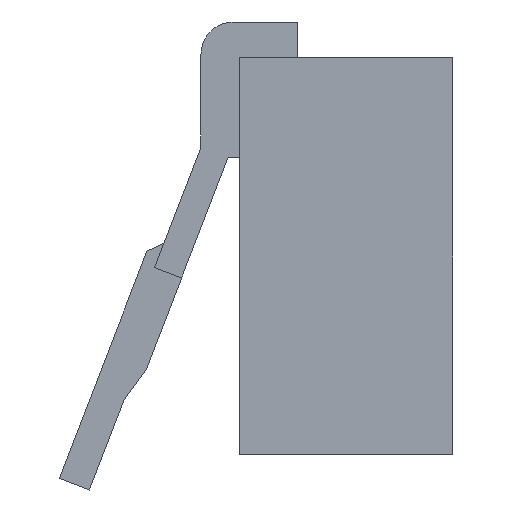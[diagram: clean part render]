
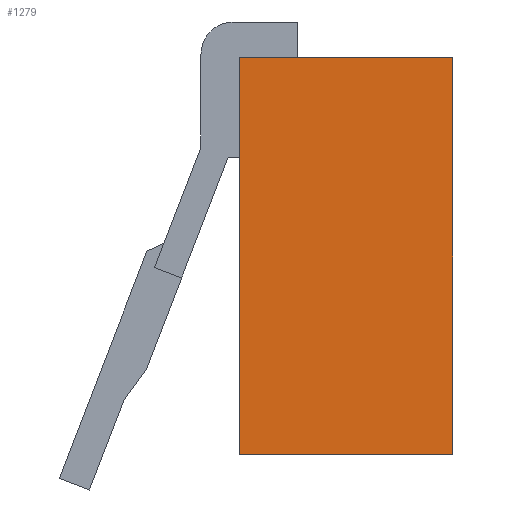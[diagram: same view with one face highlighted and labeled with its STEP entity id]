
A CAD part, left-side view. The second image highlights one B-rep face of the part: STEP entity #1279.
In plain terms, the highlighted planar face has unit normal (-1, 0, 0).
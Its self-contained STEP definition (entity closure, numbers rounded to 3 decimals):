
#27 = DIRECTION ( 'NONE',  ( 0., 0., 1. ) ) ;
#91 = EDGE_LOOP ( 'NONE', ( #1551, #1630, #1697, #558 ) ) ;
#96 = VECTOR ( 'NONE', #27, 1000. ) ;
#185 = LINE ( 'NONE', #591, #823 ) ;
#306 = FACE_OUTER_BOUND ( 'NONE', #91, .T. ) ;
#315 = CARTESIAN_POINT ( 'NONE',  ( -4.8, 6.6, -6.15 ) ) ;
#373 = VERTEX_POINT ( 'NONE', #1412 ) ;
#381 = PLANE ( 'NONE',  #660 ) ;
#435 = CARTESIAN_POINT ( 'NONE',  ( -4.8, 0., 6.15 ) ) ;
#558 = ORIENTED_EDGE ( 'NONE', *, *, #1661, .T. ) ;
#591 = CARTESIAN_POINT ( 'NONE',  ( -4.8, 6.6, 6.15 ) ) ;
#651 = VECTOR ( 'NONE', #746, 1000. ) ;
#660 = AXIS2_PLACEMENT_3D ( 'NONE', #667, #1692, #808 ) ;
#667 = CARTESIAN_POINT ( 'NONE',  ( -4.8, 6.6, 6.15 ) ) ;
#727 = CARTESIAN_POINT ( 'NONE',  ( -4.8, 0., -6.15 ) ) ;
#746 = DIRECTION ( 'NONE',  ( 0., 0., 1. ) ) ;
#761 = VERTEX_POINT ( 'NONE', #315 ) ;
#786 = EDGE_CURVE ( 'NONE', #373, #1396, #185, .T. ) ;
#808 = DIRECTION ( 'NONE',  ( 0., 0., -1. ) ) ;
#823 = VECTOR ( 'NONE', #1475, 1000. ) ;
#826 = LINE ( 'NONE', #1304, #1529 ) ;
#1170 = CARTESIAN_POINT ( 'NONE',  ( -4.8, 6.6, 6.15 ) ) ;
#1279 = ADVANCED_FACE ( 'NONE', ( #306 ), #381, .F. ) ;
#1284 = LINE ( 'NONE', #1735, #96 ) ;
#1304 = CARTESIAN_POINT ( 'NONE',  ( -4.8, 6.6, -6.15 ) ) ;
#1396 = VERTEX_POINT ( 'NONE', #435 ) ;
#1412 = CARTESIAN_POINT ( 'NONE',  ( -4.8, 6.6, 6.15 ) ) ;
#1435 = LINE ( 'NONE', #1170, #651 ) ;
#1463 = EDGE_CURVE ( 'NONE', #761, #373, #1435, .T. ) ;
#1475 = DIRECTION ( 'NONE',  ( 0., -1., 0. ) ) ;
#1529 = VECTOR ( 'NONE', #1742, 1000. ) ;
#1551 = ORIENTED_EDGE ( 'NONE', *, *, #1645, .T. ) ;
#1630 = ORIENTED_EDGE ( 'NONE', *, *, #786, .F. ) ;
#1645 = EDGE_CURVE ( 'NONE', #1709, #1396, #1284, .T. ) ;
#1661 = EDGE_CURVE ( 'NONE', #761, #1709, #826, .T. ) ;
#1692 = DIRECTION ( 'NONE',  ( 1., 0., 0. ) ) ;
#1697 = ORIENTED_EDGE ( 'NONE', *, *, #1463, .F. ) ;
#1709 = VERTEX_POINT ( 'NONE', #727 ) ;
#1735 = CARTESIAN_POINT ( 'NONE',  ( -4.8, 0., 6.15 ) ) ;
#1742 = DIRECTION ( 'NONE',  ( 0., -1., 0. ) ) ;
